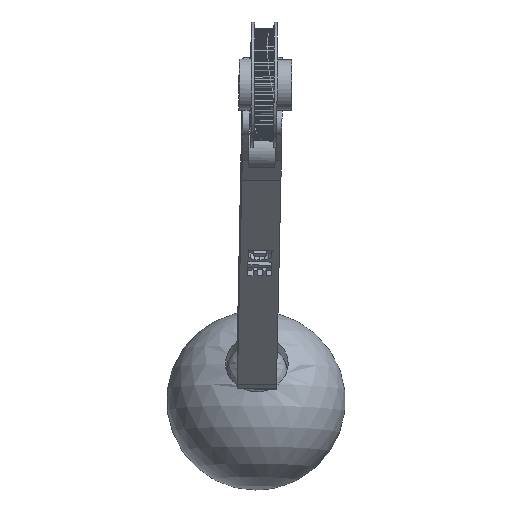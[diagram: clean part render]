
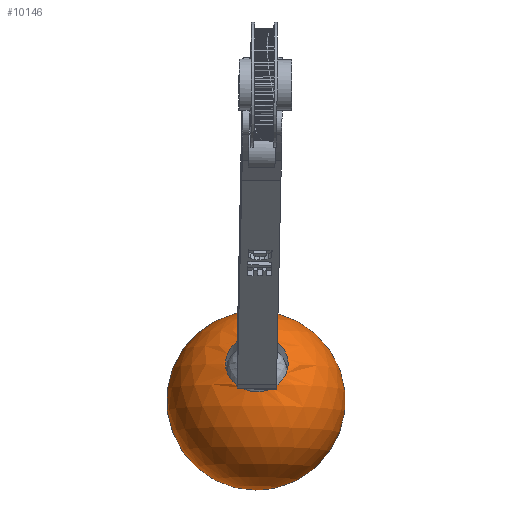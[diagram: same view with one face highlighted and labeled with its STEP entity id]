
A CAD part, top view. The second image highlights one B-rep face of the part: STEP entity #10146.
In plain terms, the highlighted spherical face has radius 30 mm.
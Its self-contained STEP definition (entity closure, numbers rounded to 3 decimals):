
#31=SPHERICAL_SURFACE('',#11961,30.);
#140=FACE_BOUND('',#1314,.T.);
#725=FACE_OUTER_BOUND('',#1313,.T.);
#1313=EDGE_LOOP('',(#9149,#9150));
#1314=EDGE_LOOP('',(#9151));
#3431=CIRCLE('',#11959,10.5);
#3432=CIRCLE('',#11962,30.);
#4472=VERTEX_POINT('',#18976);
#4473=VERTEX_POINT('',#18981);
#4474=VERTEX_POINT('',#18982);
#6031=EDGE_CURVE('',#4472,#4472,#3431,.T.);
#6033=EDGE_CURVE('',#4473,#4474,#3432,.T.);
#9149=ORIENTED_EDGE('',*,*,#6033,.T.);
#9150=ORIENTED_EDGE('',*,*,#6033,.F.);
#9151=ORIENTED_EDGE('',*,*,#6031,.T.);
#10146=ADVANCED_FACE('',(#725,#140),#31,.T.);
#11959=AXIS2_PLACEMENT_3D('',#18977,#15544,#15545);
#11961=AXIS2_PLACEMENT_3D('',#18980,#15549,#15550);
#11962=AXIS2_PLACEMENT_3D('',#18983,#15551,#15552);
#15544=DIRECTION('center_axis',(0.382,0.66,-0.647));
#15545=DIRECTION('ref_axis',(0.,-0.7,-0.714));
#15549=DIRECTION('center_axis',(1.,0.,0.));
#15550=DIRECTION('ref_axis',(0.,-1.,0.));
#15551=DIRECTION('center_axis',(0.,0.,1.));
#15552=DIRECTION('ref_axis',(0.,1.,0.));
#18976=CARTESIAN_POINT('',(701.463,-11.204,198.487));
#18977=CARTESIAN_POINT('Origin',(701.463,-18.553,190.987));
#18980=CARTESIAN_POINT('Origin',(712.189,0.,172.807));
#18981=CARTESIAN_POINT('',(742.189,0.,172.807));
#18982=CARTESIAN_POINT('',(682.189,0.,172.807));
#18983=CARTESIAN_POINT('Origin',(712.189,0.,172.807));
